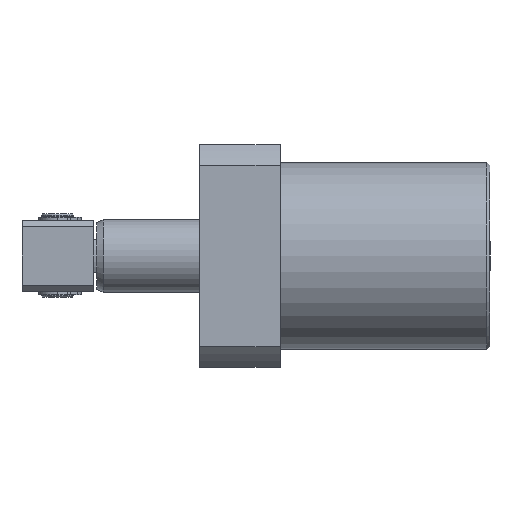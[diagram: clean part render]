
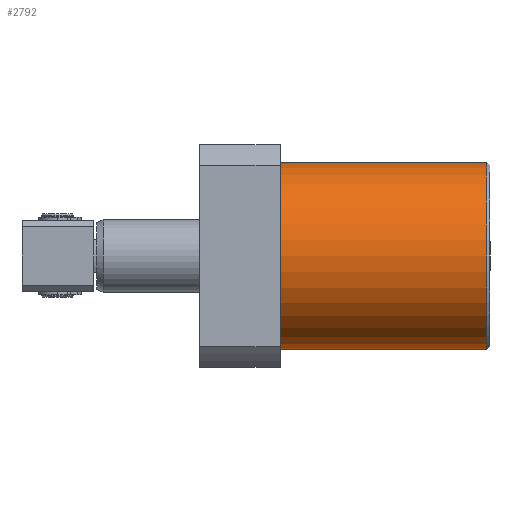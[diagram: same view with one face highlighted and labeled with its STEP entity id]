
A CAD part, left-side view. The second image highlights one B-rep face of the part: STEP entity #2792.
In plain terms, the highlighted cylindrical face has radius 29 mm (diameter 58 mm), a partial arc.
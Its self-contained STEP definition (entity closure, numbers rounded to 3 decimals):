
#29 = CARTESIAN_POINT ( 'NONE',  ( 0., -64., 29. ) ) ;
#112 = CARTESIAN_POINT ( 'NONE',  ( 0., -64., 29. ) ) ;
#113 = VECTOR ( 'NONE', #3957, 1000. ) ;
#524 = CIRCLE ( 'NONE', #5113, 29. ) ;
#647 = CARTESIAN_POINT ( 'NONE',  ( 0., 0., 29. ) ) ;
#732 = DIRECTION ( 'NONE',  ( 0., 0., 1. ) ) ;
#905 = DIRECTION ( 'NONE',  ( 0., 0., 1. ) ) ;
#1196 = FACE_OUTER_BOUND ( 'NONE', #1965, .T. ) ;
#1299 = CARTESIAN_POINT ( 'NONE',  ( 0., -64., 0. ) ) ;
#1547 = CARTESIAN_POINT ( 'NONE',  ( 0., 0., -29. ) ) ;
#1612 = LINE ( 'NONE', #4401, #113 ) ;
#1817 = EDGE_CURVE ( 'NONE', #3183, #3122, #4944, .T. ) ;
#1965 = EDGE_LOOP ( 'NONE', ( #4655, #2088, #3167, #4849 ) ) ;
#2088 = ORIENTED_EDGE ( 'NONE', *, *, #2660, .F. ) ;
#2660 = EDGE_CURVE ( 'NONE', #4180, #3889, #524, .T. ) ;
#2792 = ADVANCED_FACE ( 'NONE', ( #1196 ), #3000, .T. ) ;
#2948 = DIRECTION ( 'NONE',  ( 0., 1., 0. ) ) ;
#3000 = CYLINDRICAL_SURFACE ( 'NONE', #5046, 29. ) ;
#3122 = VERTEX_POINT ( 'NONE', #647 ) ;
#3167 = ORIENTED_EDGE ( 'NONE', *, *, #5302, .T. ) ;
#3183 = VERTEX_POINT ( 'NONE', #1547 ) ;
#3288 = DIRECTION ( 'NONE',  ( 0., 1., 0. ) ) ;
#3827 = LINE ( 'NONE', #29, #4670 ) ;
#3889 = VERTEX_POINT ( 'NONE', #4911 ) ;
#3957 = DIRECTION ( 'NONE',  ( 0., 1., 0. ) ) ;
#4180 = VERTEX_POINT ( 'NONE', #112 ) ;
#4209 = DIRECTION ( 'NONE',  ( 0., 1., 0. ) ) ;
#4401 = CARTESIAN_POINT ( 'NONE',  ( 0., -64., -29. ) ) ;
#4518 = AXIS2_PLACEMENT_3D ( 'NONE', #4559, #3288, #4931 ) ;
#4530 = DIRECTION ( 'NONE',  ( 0., -1., 0. ) ) ;
#4559 = CARTESIAN_POINT ( 'NONE',  ( 0., 0., 0. ) ) ;
#4655 = ORIENTED_EDGE ( 'NONE', *, *, #5002, .F. ) ;
#4670 = VECTOR ( 'NONE', #2948, 1000. ) ;
#4849 = ORIENTED_EDGE ( 'NONE', *, *, #1817, .F. ) ;
#4911 = CARTESIAN_POINT ( 'NONE',  ( 0., -64., -29. ) ) ;
#4931 = DIRECTION ( 'NONE',  ( 0., 0., 1. ) ) ;
#4942 = CARTESIAN_POINT ( 'NONE',  ( 0., -64., 0. ) ) ;
#4944 = CIRCLE ( 'NONE', #4518, 29. ) ;
#5002 = EDGE_CURVE ( 'NONE', #3889, #3183, #1612, .T. ) ;
#5046 = AXIS2_PLACEMENT_3D ( 'NONE', #1299, #4209, #905 ) ;
#5113 = AXIS2_PLACEMENT_3D ( 'NONE', #4942, #4530, #732 ) ;
#5302 = EDGE_CURVE ( 'NONE', #4180, #3122, #3827, .T. ) ;
